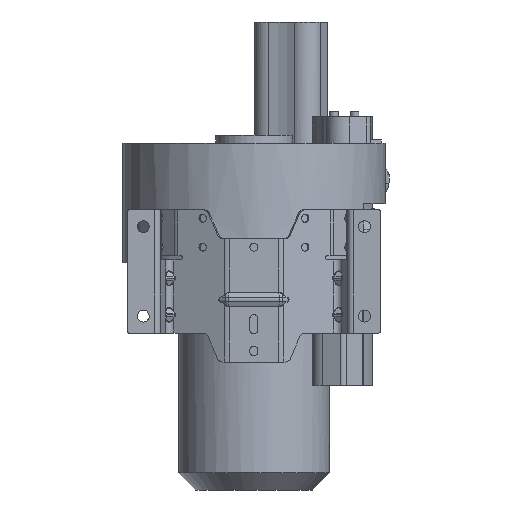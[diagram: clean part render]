
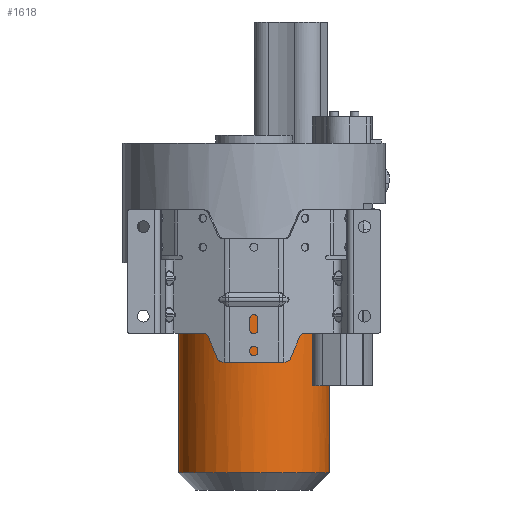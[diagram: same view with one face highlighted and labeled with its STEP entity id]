
A CAD part, front view. The second image highlights one B-rep face of the part: STEP entity #1618.
In plain terms, the highlighted cylindrical face has radius 88.7 mm (diameter 177.4 mm), a partial arc.
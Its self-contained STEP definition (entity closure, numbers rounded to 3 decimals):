
#166=ELLIPSE('',#11114,88.7,88.7);
#498=CYLINDRICAL_SURFACE('',#11487,88.7);
#1618=ADVANCED_FACE('',(#2351),#498,.T.);
#2351=FACE_OUTER_BOUND('',#2974,.T.);
#2974=EDGE_LOOP('',(#7302,#7303,#7304,#7305,#7306,#7307,#7308,#7309));
#3300=LINE('',#16904,#3875);
#3301=LINE('',#16908,#3876);
#3550=LINE('',#24872,#4125);
#3551=LINE('',#24873,#4126);
#3875=VECTOR('',#12604,1.);
#3876=VECTOR('',#12609,1.);
#4125=VECTOR('',#14112,1.);
#4126=VECTOR('',#14113,1.);
#7302=ORIENTED_EDGE('',*,*,#9543,.T.);
#7303=ORIENTED_EDGE('',*,*,#9094,.T.);
#7304=ORIENTED_EDGE('',*,*,#8392,.F.);
#7305=ORIENTED_EDGE('',*,*,#9986,.F.);
#7306=ORIENTED_EDGE('',*,*,#9985,.T.);
#7307=ORIENTED_EDGE('',*,*,#9987,.T.);
#7308=ORIENTED_EDGE('',*,*,#8414,.F.);
#7309=ORIENTED_EDGE('',*,*,#9096,.T.);
#7325=VERTEX_POINT('',#14123);
#7326=VERTEX_POINT('',#14125);
#7347=VERTEX_POINT('',#14169);
#7348=VERTEX_POINT('',#14170);
#7925=VERTEX_POINT('',#16905);
#7926=VERTEX_POINT('',#16909);
#8383=VERTEX_POINT('',#24802);
#8384=VERTEX_POINT('',#24804);
#8392=EDGE_CURVE('',#7325,#7326,#9990,.T.);
#8414=EDGE_CURVE('',#7347,#7348,#10001,.T.);
#9094=EDGE_CURVE('',#7925,#7326,#3300,.T.);
#9096=EDGE_CURVE('',#7347,#7926,#3301,.T.);
#9543=EDGE_CURVE('',#7926,#7925,#166,.T.);
#9985=EDGE_CURVE('',#8383,#8384,#10461,.T.);
#9986=EDGE_CURVE('',#8383,#7325,#3550,.T.);
#9987=EDGE_CURVE('',#8384,#7348,#3551,.T.);
#9990=CIRCLE('',#10465,88.7);
#10001=CIRCLE('',#10477,88.7);
#10461=CIRCLE('',#11485,88.7);
#10465=AXIS2_PLACEMENT_3D('',#14124,#11495,#11496);
#10477=AXIS2_PLACEMENT_3D('',#14168,#11530,#11531);
#11114=AXIS2_PLACEMENT_3D('',#20178,#13245,#13246);
#11485=AXIS2_PLACEMENT_3D('',#24870,#14108,#14109);
#11487=AXIS2_PLACEMENT_3D('',#24874,#14114,#14115);
#11495=DIRECTION('',(0.,0.,1.));
#11496=DIRECTION('',(-1.,0.,0.));
#11530=DIRECTION('',(0.,0.,1.));
#11531=DIRECTION('',(-1.,0.,0.));
#12604=DIRECTION('',(0.,0.,1.));
#12609=DIRECTION('',(0.,0.,-1.));
#13245=DIRECTION('',(0.001,0.,-1.));
#13246=DIRECTION('',(-0.924,0.383,-0.001));
#14108=DIRECTION('',(0.,0.,1.));
#14109=DIRECTION('',(-1.,0.,0.));
#14112=DIRECTION('',(0.,0.,1.));
#14113=DIRECTION('',(0.,0.,1.));
#14114=DIRECTION('',(0.,0.,-1.));
#14115=DIRECTION('',(1.,0.,0.));
#14123=CARTESIAN_POINT('',(-88.7,0.,-100.6));
#14124=CARTESIAN_POINT('',(0.,0.,-100.6));
#14125=CARTESIAN_POINT('',(69.19,-55.502,-100.6));
#14168=CARTESIAN_POINT('',(0.,0.,-100.6));
#14169=CARTESIAN_POINT('',(88.138,-9.965,-100.6));
#14170=CARTESIAN_POINT('',(88.7,0.,-100.6));
#16904=CARTESIAN_POINT('',(69.19,-55.502,-224.285));
#16905=CARTESIAN_POINT('',(69.19,-55.502,-245.16));
#16908=CARTESIAN_POINT('',(88.138,-9.965,-224.285));
#16909=CARTESIAN_POINT('',(88.138,-9.965,-245.16));
#20178=CARTESIAN_POINT('',(0.,0.,-245.209));
#24802=CARTESIAN_POINT('',(-88.7,0.,-347.97));
#24804=CARTESIAN_POINT('',(88.7,0.,-347.97));
#24870=CARTESIAN_POINT('',(0.,0.,-347.97));
#24872=CARTESIAN_POINT('',(-88.7,0.,-100.6));
#24873=CARTESIAN_POINT('',(88.7,0.,-100.6));
#24874=CARTESIAN_POINT('',(0.,0.,-100.6));
